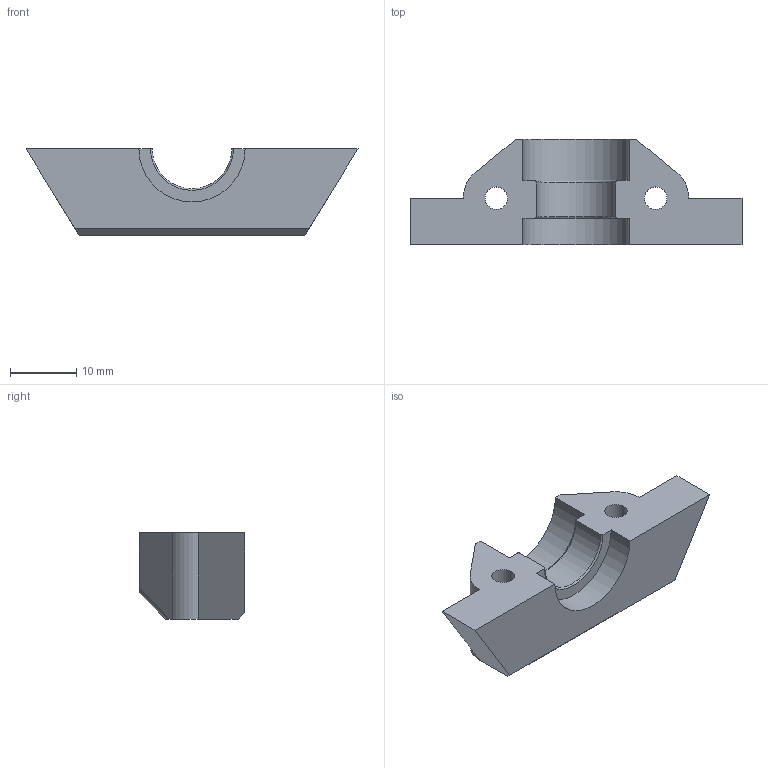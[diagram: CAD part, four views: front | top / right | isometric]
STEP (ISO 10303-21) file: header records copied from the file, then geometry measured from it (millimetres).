
FILE_DESCRIPTION(('FreeCAD Model'),'2;1');
FILE_NAME( 'e3d_lalita_cierre.step', '2017-02-11T10:56:53',('Diego Lale'),('Lalebots'), 'Open CASCADE STEP processor 6.8','FreeCAD','Unknown');
FILE_SCHEMA(('AUTOMOTIVE_DESIGN_CC2 { 1 2 10303 214 -1 1 5 4 }'));
Length unit declared in the file: millimetre
Products named in the file (2): ASSEMBLY; Fillet001
Assembly tree (1 placements, depth 2):
  ASSEMBLY
    Fillet001
Bounding box: 50 x 15.9 x 13 mm (x, y, z)
Volume: 5281.3 mm3; surface area: 2674.4 mm2
Topology: 1 solids, 1 shells, 28 faces, 74 edges, 48 vertices
Faces by surface type: plane 15, cylinder 9, torus 2, cone 2
Full cylindrical faces by diameter (mm): 3.4 x2
Entity records: 1872 total; most frequent: CARTESIAN_POINT 378, DIRECTION 267, ORIENTED_EDGE 148, PCURVE 148, DEFINITIONAL_REPRESENTATION 148, LINE 138, VECTOR 138, EDGE_CURVE 74
